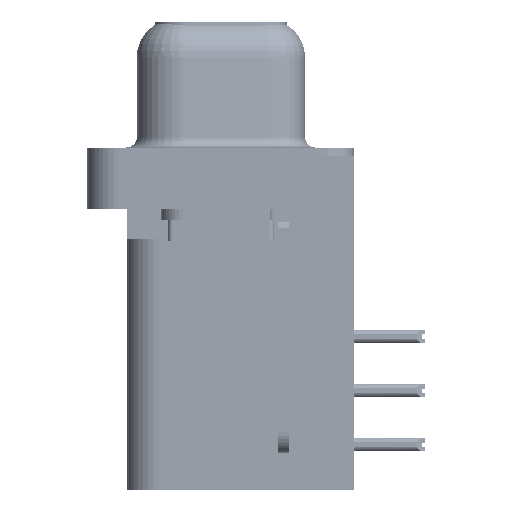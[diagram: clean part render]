
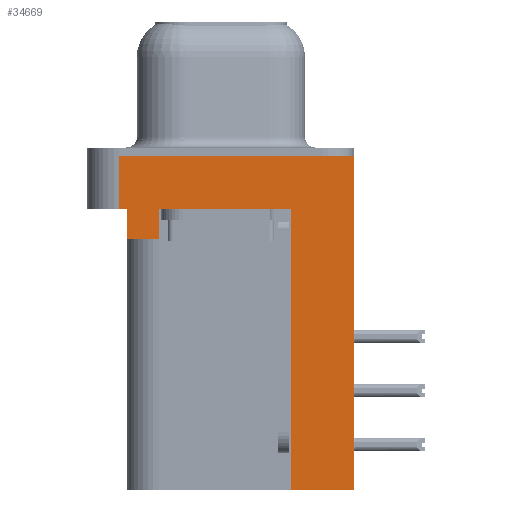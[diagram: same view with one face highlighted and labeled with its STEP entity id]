
A CAD part, left-side view. The second image highlights one B-rep face of the part: STEP entity #34669.
In plain terms, the highlighted planar face has unit normal (-1, 0, 0).
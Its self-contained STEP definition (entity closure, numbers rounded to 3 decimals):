
#445 = CARTESIAN_POINT ( 'NONE',  ( -2.91, -3.295, -2.5 ) ) ;
#747 = ORIENTED_EDGE ( 'NONE', *, *, #25702, .T. ) ;
#1185 = DIRECTION ( 'NONE',  ( 0., -1., 0. ) ) ;
#4115 = DIRECTION ( 'NONE',  ( 0., 0., 1. ) ) ;
#4829 = EDGE_CURVE ( 'NONE', #45784, #11746, #42647, .T. ) ;
#5298 = ORIENTED_EDGE ( 'NONE', *, *, #32969, .F. ) ;
#5615 = CARTESIAN_POINT ( 'NONE',  ( -2.91, 2.895, -2.5 ) ) ;
#5922 = DIRECTION ( 'NONE',  ( 0., 1., 0. ) ) ;
#8662 = DIRECTION ( 'NONE',  ( -1., 0., 0. ) ) ;
#8670 = LINE ( 'NONE', #33959, #26258 ) ;
#8752 = CARTESIAN_POINT ( 'NONE',  ( -2.91, -6.275, 0. ) ) ;
#9639 = ORIENTED_EDGE ( 'NONE', *, *, #23773, .F. ) ;
#9936 = CARTESIAN_POINT ( 'NONE',  ( -2.91, 4.425, -3.9 ) ) ;
#10011 = CARTESIAN_POINT ( 'NONE',  ( -2.91, -3.295, -15.7 ) ) ;
#10955 = LINE ( 'NONE', #17403, #30681 ) ;
#11009 = ORIENTED_EDGE ( 'NONE', *, *, #23670, .T. ) ;
#11205 = VECTOR ( 'NONE', #34639, 1000. ) ;
#11643 = LINE ( 'NONE', #27854, #13995 ) ;
#11746 = VERTEX_POINT ( 'NONE', #33844 ) ;
#11814 = EDGE_CURVE ( 'NONE', #36957, #11746, #39144, .T. ) ;
#12228 = CARTESIAN_POINT ( 'NONE',  ( -2.91, 2.895, -3.9 ) ) ;
#12401 = PLANE ( 'NONE',  #51982 ) ;
#12632 = CARTESIAN_POINT ( 'NONE',  ( -2.91, -6.275, -2.5 ) ) ;
#13377 = ORIENTED_EDGE ( 'NONE', *, *, #17531, .F. ) ;
#13592 = CARTESIAN_POINT ( 'NONE',  ( -2.91, 4.425, -3.9 ) ) ;
#13601 = VERTEX_POINT ( 'NONE', #19605 ) ;
#13995 = VECTOR ( 'NONE', #16649, 1000. ) ;
#15437 = DIRECTION ( 'NONE',  ( 0., -1., 0. ) ) ;
#15667 = VERTEX_POINT ( 'NONE', #28000 ) ;
#16118 = VERTEX_POINT ( 'NONE', #12228 ) ;
#16563 = EDGE_CURVE ( 'NONE', #13601, #15667, #33700, .T. ) ;
#16628 = ORIENTED_EDGE ( 'NONE', *, *, #11814, .T. ) ;
#16649 = DIRECTION ( 'NONE',  ( 0., 0., 1. ) ) ;
#17393 = ORIENTED_EDGE ( 'NONE', *, *, #23988, .T. ) ;
#17403 = CARTESIAN_POINT ( 'NONE',  ( -2.91, 4.775, -2.5 ) ) ;
#17531 = EDGE_CURVE ( 'NONE', #15667, #39721, #30759, .T. ) ;
#18499 = DIRECTION ( 'NONE',  ( 0., 0., 1. ) ) ;
#18895 = CARTESIAN_POINT ( 'NONE',  ( -2.91, -6.275, -2.5 ) ) ;
#19605 = CARTESIAN_POINT ( 'NONE',  ( -2.91, -6.275, -15.7 ) ) ;
#20035 = VERTEX_POINT ( 'NONE', #5615 ) ;
#21012 = ORIENTED_EDGE ( 'NONE', *, *, #16563, .F. ) ;
#21695 = CARTESIAN_POINT ( 'NONE',  ( -2.91, -3.295, -15.7 ) ) ;
#22489 = DIRECTION ( 'NONE',  ( 0., 1., 0. ) ) ;
#23670 = EDGE_CURVE ( 'NONE', #13601, #46077, #41150, .T. ) ;
#23773 = EDGE_CURVE ( 'NONE', #36957, #33621, #10955, .T. ) ;
#23988 = EDGE_CURVE ( 'NONE', #16118, #20035, #11643, .T. ) ;
#24656 = VECTOR ( 'NONE', #15437, 1000. ) ;
#25148 = FACE_OUTER_BOUND ( 'NONE', #26308, .T. ) ;
#25702 = EDGE_CURVE ( 'NONE', #20035, #39721, #49041, .T. ) ;
#26258 = VECTOR ( 'NONE', #1185, 1000. ) ;
#26308 = EDGE_LOOP ( 'NONE', ( #5298, #9639, #16628, #47177, #37353, #17393, #747, #13377, #21012, #11009 ) ) ;
#26668 = LINE ( 'NONE', #47480, #28856 ) ;
#27854 = CARTESIAN_POINT ( 'NONE',  ( -2.91, 2.895, -3.9 ) ) ;
#28000 = CARTESIAN_POINT ( 'NONE',  ( -2.91, -3.295, -15.7 ) ) ;
#28741 = CARTESIAN_POINT ( 'NONE',  ( -2.91, -6.275, -2.5 ) ) ;
#28856 = VECTOR ( 'NONE', #5922, 1000. ) ;
#29845 = VECTOR ( 'NONE', #4115, 1000. ) ;
#30681 = VECTOR ( 'NONE', #43186, 1000. ) ;
#30759 = LINE ( 'NONE', #10011, #44762 ) ;
#31994 = CARTESIAN_POINT ( 'NONE',  ( -2.91, 4.775, 0. ) ) ;
#32969 = EDGE_CURVE ( 'NONE', #33621, #46077, #8670, .T. ) ;
#33164 = CARTESIAN_POINT ( 'NONE',  ( -2.91, -6.275, -2.5 ) ) ;
#33489 = EDGE_CURVE ( 'NONE', #16118, #45784, #26668, .T. ) ;
#33621 = VERTEX_POINT ( 'NONE', #31994 ) ;
#33700 = LINE ( 'NONE', #21695, #38186 ) ;
#33844 = CARTESIAN_POINT ( 'NONE',  ( -2.91, 4.425, -2.5 ) ) ;
#33959 = CARTESIAN_POINT ( 'NONE',  ( -2.91, -6.275, 0. ) ) ;
#34639 = DIRECTION ( 'NONE',  ( 0., 0., 1. ) ) ;
#34669 = ADVANCED_FACE ( 'NONE', ( #25148 ), #12401, .T. ) ;
#36957 = VERTEX_POINT ( 'NONE', #41318 ) ;
#37353 = ORIENTED_EDGE ( 'NONE', *, *, #33489, .F. ) ;
#38186 = VECTOR ( 'NONE', #22489, 1000. ) ;
#39144 = LINE ( 'NONE', #18895, #24656 ) ;
#39721 = VERTEX_POINT ( 'NONE', #445 ) ;
#41150 = LINE ( 'NONE', #12632, #29845 ) ;
#41318 = CARTESIAN_POINT ( 'NONE',  ( -2.91, 4.775, -2.5 ) ) ;
#42647 = LINE ( 'NONE', #13592, #11205 ) ;
#43186 = DIRECTION ( 'NONE',  ( 0., 0., 1. ) ) ;
#44762 = VECTOR ( 'NONE', #18499, 1000. ) ;
#44894 = DIRECTION ( 'NONE',  ( 0., 0., 1. ) ) ;
#45016 = DIRECTION ( 'NONE',  ( 0., -1., 0. ) ) ;
#45784 = VERTEX_POINT ( 'NONE', #9936 ) ;
#46077 = VERTEX_POINT ( 'NONE', #8752 ) ;
#47177 = ORIENTED_EDGE ( 'NONE', *, *, #4829, .F. ) ;
#47480 = CARTESIAN_POINT ( 'NONE',  ( -2.91, 4.425, -3.9 ) ) ;
#49041 = LINE ( 'NONE', #28741, #49875 ) ;
#49875 = VECTOR ( 'NONE', #45016, 1000. ) ;
#51982 = AXIS2_PLACEMENT_3D ( 'NONE', #33164, #8662, #44894 ) ;
